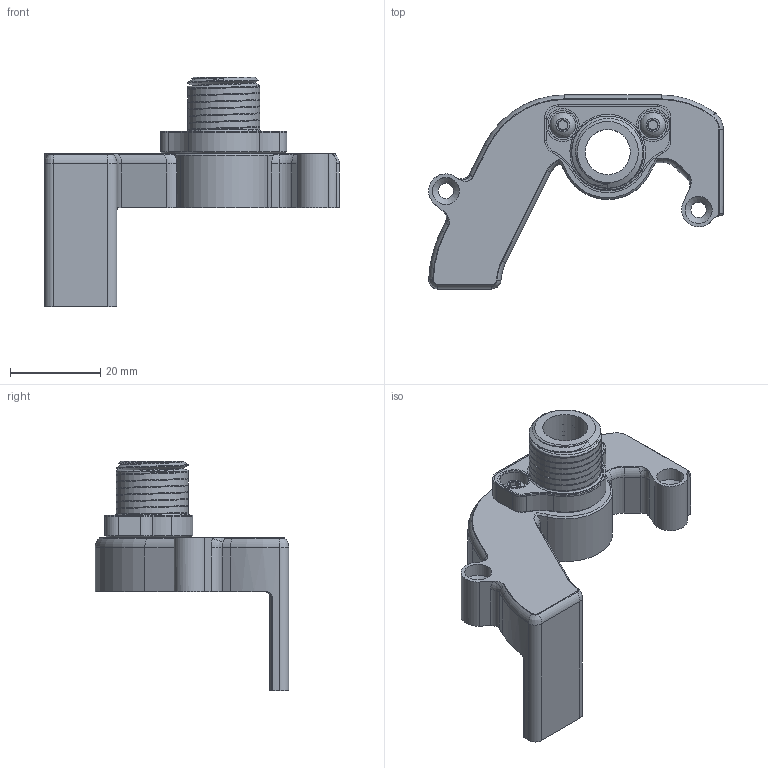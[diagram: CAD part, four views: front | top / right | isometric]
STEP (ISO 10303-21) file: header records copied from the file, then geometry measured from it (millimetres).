
FILE_DESCRIPTION(/* description */ (''),/* implementation_level */ '2;1');
FILE_NAME(/* name */ 'V2 Stock Umbilical mount v2.step',/* time_stamp */ '2021-07-08T12:47:46-07:00',/* author */ (''),/* organization */ (''),/* preprocessor_version */ 'ST-DEVELOPER v18.1',/* originating_system */ 'Autodesk Translation Framework v10.9.0.1377',/* authorisation */ '');
FILE_SCHEMA (('AUTOMOTIVE_DESIGN { 1 0 10303 214 3 1 1 }'));
Length unit declared in the file: millimetre
Products named in the file (9): V2 Stock Umbilical mount; cable cover; pigtail_strain_relief_outer_threads; pigtail_strain_relief_inner_threads; Component5; Hardware; M3x8 BHCS v1; M3x8 BHCS v1 (1); M3 Threaded Insert Short.step v1
Assembly tree (9 placements, depth 3):
  V2 Stock Umbilical mount
    cable cover
    pigtail_strain_relief_outer_threads
    pigtail_strain_relief_inner_threads
      Component5
    Hardware
      M3x8 BHCS v1
      M3x8 BHCS v1 (1)
      M3 Threaded Insert Short.step v1  x2
Bounding box: 65.35 x 43 x 51 mm (x, y, z)
Volume: 14143.4 mm3; surface area: 14088.8 mm2
Topology: 7 solids, 7 shells, 764 faces, 2123 edges, 1389 vertices
Faces by surface type: bspline 306, cylinder 283, plane 89, cone 60, torus 24, sphere 2
Full cylindrical faces by diameter (mm): 3 x4, 3.4 x6, 4.7 x2, 5.05 x2, 5.16 x2, 5.56 x2, 5.7 x2, 6 x2, 6.5 x4, 10 x1, 10.526 x9, 12 x1, 12.203 x9, 14.051 x7, 16 x8
Entity records: 28895 total; most frequent: CARTESIAN_POINT 15807, ORIENTED_EDGE 2904, DIRECTION 2591, EDGE_CURVE 1452, AXIS2_PLACEMENT_3D 1033, VERTEX_POINT 942, EDGE_LOOP 570, FACE_OUTER_BOUND 534
